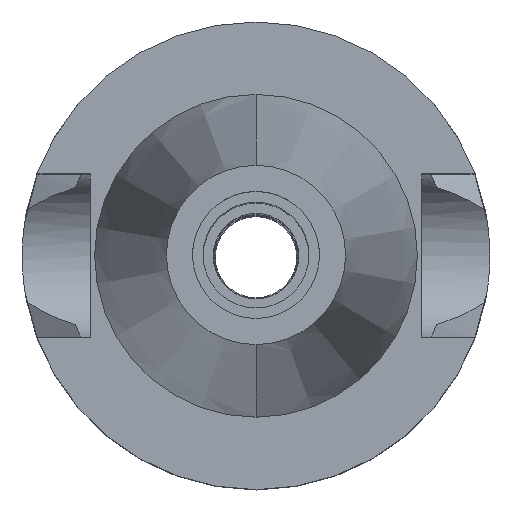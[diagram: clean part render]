
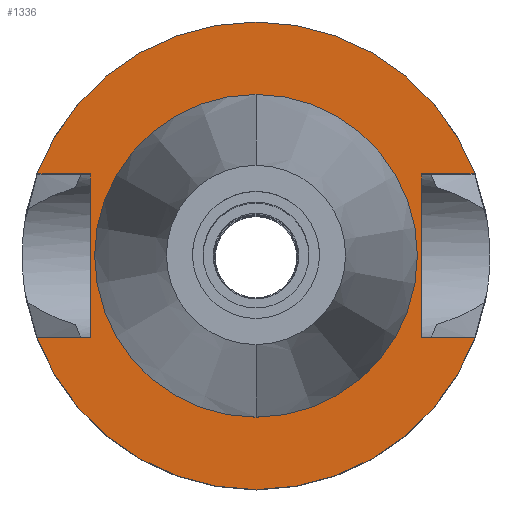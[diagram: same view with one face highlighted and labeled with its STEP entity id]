
A CAD part, top view. The second image highlights one B-rep face of the part: STEP entity #1336.
In plain terms, the highlighted planar face has unit normal (0, 0, 1).
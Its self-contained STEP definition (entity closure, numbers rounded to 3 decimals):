
#121=DIRECTION('',(0.,1.,0.));
#122=VECTOR('',#121,16.1);
#123=CARTESIAN_POINT('',(-16.3,-8.05,-1.));
#124=LINE('',#123,#122);
#128=DIRECTION('',(-1.,0.,0.));
#129=VECTOR('',#128,5.247);
#130=CARTESIAN_POINT('',(-16.3,8.05,-1.));
#131=LINE('',#130,#129);
#135=CARTESIAN_POINT('',(0.,0.,-1.));
#136=DIRECTION('',(0.,0.,-1.));
#137=DIRECTION('',(-0.937,0.35,0.));
#138=AXIS2_PLACEMENT_3D('',#135,#136,#137);
#143=CARTESIAN_POINT('',(0.,0.,-1.));
#144=DIRECTION('',(0.,0.,-1.));
#145=DIRECTION('',(0.,1.,0.));
#146=AXIS2_PLACEMENT_3D('',#143,#144,#145);
#151=DIRECTION('',(0.,-1.,0.));
#152=VECTOR('',#151,16.1);
#153=CARTESIAN_POINT('',(16.3,8.05,-1.));
#154=LINE('',#153,#152);
#158=DIRECTION('',(1.,0.,0.));
#159=VECTOR('',#158,5.247);
#160=CARTESIAN_POINT('',(16.3,-8.05,-1.));
#161=LINE('',#160,#159);
#165=CARTESIAN_POINT('',(0.,0.,-1.));
#166=DIRECTION('',(0.,0.,-1.));
#167=DIRECTION('',(0.937,-0.35,0.));
#168=AXIS2_PLACEMENT_3D('',#165,#166,#167);
#173=CARTESIAN_POINT('',(0.,0.,-1.));
#174=DIRECTION('',(0.,0.,-1.));
#175=DIRECTION('',(0.,-1.,0.));
#176=AXIS2_PLACEMENT_3D('',#173,#174,#175);
#181=CARTESIAN_POINT('',(0.,0.,-1.));
#182=DIRECTION('',(0.,0.,1.));
#183=DIRECTION('',(0.,-1.,0.));
#184=AXIS2_PLACEMENT_3D('',#181,#182,#183);
#189=CARTESIAN_POINT('',(0.,0.,-1.));
#190=DIRECTION('',(0.,0.,1.));
#191=DIRECTION('',(0.,1.,0.));
#192=AXIS2_PLACEMENT_3D('',#189,#190,#191);
#237=DIRECTION('',(-1.,0.,0.));
#238=VECTOR('',#237,5.247);
#239=CARTESIAN_POINT('',(-16.3,-8.05,-1.));
#240=LINE('',#239,#238);
#360=DIRECTION('',(1.,0.,0.));
#361=VECTOR('',#360,5.247);
#362=CARTESIAN_POINT('',(16.3,8.05,-1.));
#363=LINE('',#362,#361);
#1203=CARTESIAN_POINT('',(-16.3,-8.05,-1.));
#1204=VERTEX_POINT('',#1203);
#1205=CARTESIAN_POINT('',(-21.547,-8.05,-1.));
#1206=VERTEX_POINT('',#1205);
#1207=CARTESIAN_POINT('',(-16.3,8.05,-1.));
#1208=VERTEX_POINT('',#1207);
#1209=CARTESIAN_POINT('',(-21.547,8.05,-1.));
#1210=VERTEX_POINT('',#1209);
#1211=CARTESIAN_POINT('',(0.,23.002,-1.));
#1212=CARTESIAN_POINT('',(21.547,8.05,-1.));
#1213=VERTEX_POINT('',#1211);
#1214=VERTEX_POINT('',#1212);
#1215=CARTESIAN_POINT('',(16.3,8.05,-1.));
#1216=VERTEX_POINT('',#1215);
#1217=CARTESIAN_POINT('',(16.3,-8.05,-1.));
#1218=VERTEX_POINT('',#1217);
#1219=CARTESIAN_POINT('',(21.547,-8.05,-1.));
#1220=VERTEX_POINT('',#1219);
#1221=CARTESIAN_POINT('',(0.,-23.002,-1.));
#1222=VERTEX_POINT('',#1221);
#1223=CARTESIAN_POINT('',(0.,-15.875,-1.));
#1224=CARTESIAN_POINT('',(0.,15.875,-1.));
#1225=VERTEX_POINT('',#1223);
#1226=VERTEX_POINT('',#1224);
#1305=CARTESIAN_POINT('',(0.,0.,-1.));
#1306=DIRECTION('',(0.,0.,-1.));
#1307=DIRECTION('',(0.,-1.,0.));
#1308=AXIS2_PLACEMENT_3D('',#1305,#1306,#1307);
#1309=PLANE('',#1308);
#1311=ORIENTED_EDGE('',*,*,#1310,.T.);
#1313=ORIENTED_EDGE('',*,*,#1312,.T.);
#1315=ORIENTED_EDGE('',*,*,#1314,.T.);
#1317=ORIENTED_EDGE('',*,*,#1316,.T.);
#1319=ORIENTED_EDGE('',*,*,#1318,.F.);
#1321=ORIENTED_EDGE('',*,*,#1320,.T.);
#1323=ORIENTED_EDGE('',*,*,#1322,.T.);
#1325=ORIENTED_EDGE('',*,*,#1324,.T.);
#1327=ORIENTED_EDGE('',*,*,#1326,.T.);
#1329=ORIENTED_EDGE('',*,*,#1328,.F.);
#1330=EDGE_LOOP('',(#1311,#1313,#1315,#1317,#1319,#1321,#1323,#1325,#1327,
#1329));
#1331=FACE_OUTER_BOUND('',#1330,.F.);
#1332=ORIENTED_EDGE('',*,*,#1284,.T.);
#1333=ORIENTED_EDGE('',*,*,#1300,.T.);
#1334=EDGE_LOOP('',(#1332,#1333));
#1335=FACE_BOUND('',#1334,.F.);
#139=CIRCLE('',#138,23.002);
#147=CIRCLE('',#146,23.002);
#169=CIRCLE('',#168,23.002);
#177=CIRCLE('',#176,23.002);
#185=CIRCLE('',#184,15.875);
#193=CIRCLE('',#192,15.875);
#1284=EDGE_CURVE('',#1225,#1226,#185,.T.);
#1300=EDGE_CURVE('',#1226,#1225,#193,.T.);
#1310=EDGE_CURVE('',#1204,#1208,#124,.T.);
#1312=EDGE_CURVE('',#1208,#1210,#131,.T.);
#1314=EDGE_CURVE('',#1210,#1213,#139,.T.);
#1316=EDGE_CURVE('',#1213,#1214,#147,.T.);
#1318=EDGE_CURVE('',#1216,#1214,#363,.T.);
#1320=EDGE_CURVE('',#1216,#1218,#154,.T.);
#1322=EDGE_CURVE('',#1218,#1220,#161,.T.);
#1324=EDGE_CURVE('',#1220,#1222,#169,.T.);
#1326=EDGE_CURVE('',#1222,#1206,#177,.T.);
#1328=EDGE_CURVE('',#1204,#1206,#240,.T.);
#1336=ADVANCED_FACE('',(#1331,#1335),#1309,.F.);
